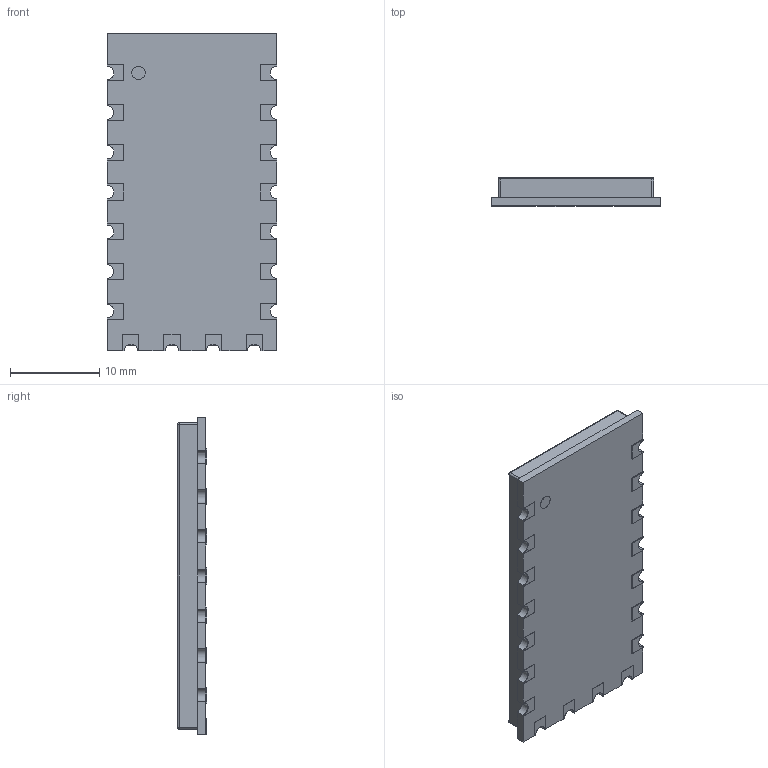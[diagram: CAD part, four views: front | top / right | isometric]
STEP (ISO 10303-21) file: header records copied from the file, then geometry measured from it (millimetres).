
FILE_DESCRIPTION (( 'STEP AP214' ), '1' );
FILE_NAME ('SA818.STEP', '2020-02-15T16:28:29', ( '' ), ( '' ), 'SwSTEP 2.0', 'SolidWorks 2018', '' );
FILE_SCHEMA (( 'AUTOMOTIVE_DESIGN' ));
Length unit declared in the file: millimetre
Products named in the file (1): SA818
Bounding box: 19 x 3.27 x 35.6 mm (x, y, z)
Volume: 755.1 mm3; surface area: 3136.8 mm2
Topology: 20 solids, 20 shells, 240 faces, 586 edges, 384 vertices
Faces by surface type: plane 162, cylinder 74, sphere 4
Entity records: 9077 total; most frequent: DIRECTION 1212, CARTESIAN_POINT 1207, ORIENTED_EDGE 1164, EDGE_CURVE 582, LINE 434, VECTOR 434, AXIS2_PLACEMENT_3D 389, VERTEX_POINT 384
